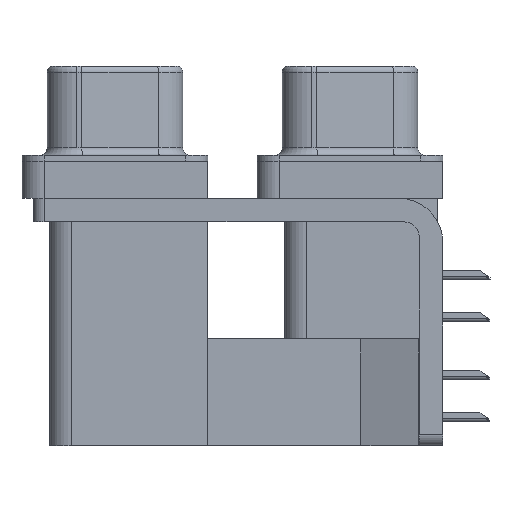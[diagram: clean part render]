
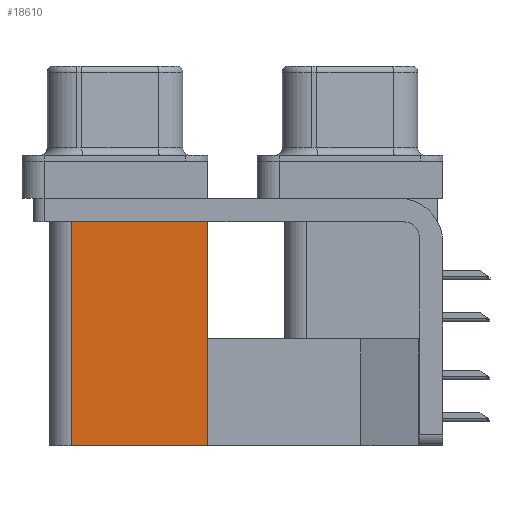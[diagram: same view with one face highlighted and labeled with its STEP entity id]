
A CAD part, left-side view. The second image highlights one B-rep face of the part: STEP entity #18610.
In plain terms, the highlighted planar face has unit normal (-1, 0, 0).
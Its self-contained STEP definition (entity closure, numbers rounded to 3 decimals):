
#1298 = VERTEX_POINT ( 'NONE', #7678 ) ;
#2234 = VERTEX_POINT ( 'NONE', #7972 ) ;
#2425 = VERTEX_POINT ( 'NONE', #4957 ) ;
#2837 = VECTOR ( 'NONE', #18151, 1000. ) ;
#3102 = CARTESIAN_POINT ( 'NONE',  ( 3.79, 18.8, -19.2 ) ) ;
#3757 = LINE ( 'NONE', #17827, #7202 ) ;
#4024 = DIRECTION ( 'NONE',  ( 0., 1., 0. ) ) ;
#4200 = CARTESIAN_POINT ( 'NONE',  ( 3.79, 9.6, -2.5 ) ) ;
#4957 = CARTESIAN_POINT ( 'NONE',  ( 3.79, 18.8, -2.5 ) ) ;
#5885 = CARTESIAN_POINT ( 'NONE',  ( 3.79, 9.6, -19.2 ) ) ;
#6866 = DIRECTION ( 'NONE',  ( 0., 0., 1. ) ) ;
#7202 = VECTOR ( 'NONE', #4024, 1000. ) ;
#7445 = ORIENTED_EDGE ( 'NONE', *, *, #25708, .T. ) ;
#7678 = CARTESIAN_POINT ( 'NONE',  ( 3.79, 9.6, -2.5 ) ) ;
#7848 = EDGE_LOOP ( 'NONE', ( #24762, #10636, #19069, #7445 ) ) ;
#7972 = CARTESIAN_POINT ( 'NONE',  ( 3.79, 18.8, -19.2 ) ) ;
#8501 = LINE ( 'NONE', #10335, #20247 ) ;
#8925 = EDGE_CURVE ( 'NONE', #15079, #2234, #3757, .T. ) ;
#9228 = VECTOR ( 'NONE', #6866, 1000. ) ;
#10204 = FACE_OUTER_BOUND ( 'NONE', #7848, .T. ) ;
#10335 = CARTESIAN_POINT ( 'NONE',  ( 3.79, 9.6, -19.2 ) ) ;
#10636 = ORIENTED_EDGE ( 'NONE', *, *, #19169, .F. ) ;
#12028 = CARTESIAN_POINT ( 'NONE',  ( 3.79, 9.6, -19.2 ) ) ;
#12853 = LINE ( 'NONE', #3102, #9228 ) ;
#14235 = AXIS2_PLACEMENT_3D ( 'NONE', #12028, #17645, #19982 ) ;
#14926 = EDGE_CURVE ( 'NONE', #1298, #2425, #21663, .T. ) ;
#15079 = VERTEX_POINT ( 'NONE', #5885 ) ;
#16213 = DIRECTION ( 'NONE',  ( 0., 0., 1. ) ) ;
#17645 = DIRECTION ( 'NONE',  ( 1., 0., 0. ) ) ;
#17827 = CARTESIAN_POINT ( 'NONE',  ( 3.79, 9.6, -19.2 ) ) ;
#18151 = DIRECTION ( 'NONE',  ( 0., 1., 0. ) ) ;
#18173 = PLANE ( 'NONE',  #14235 ) ;
#18610 = ADVANCED_FACE ( 'NONE', ( #10204 ), #18173, .F. ) ;
#19069 = ORIENTED_EDGE ( 'NONE', *, *, #8925, .F. ) ;
#19169 = EDGE_CURVE ( 'NONE', #2234, #2425, #12853, .T. ) ;
#19982 = DIRECTION ( 'NONE',  ( 0., 0., -1. ) ) ;
#20247 = VECTOR ( 'NONE', #16213, 1000. ) ;
#21663 = LINE ( 'NONE', #4200, #2837 ) ;
#24762 = ORIENTED_EDGE ( 'NONE', *, *, #14926, .T. ) ;
#25708 = EDGE_CURVE ( 'NONE', #15079, #1298, #8501, .T. ) ;
